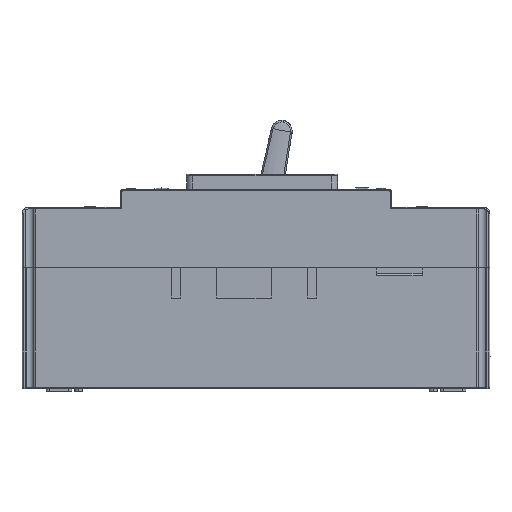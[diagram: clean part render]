
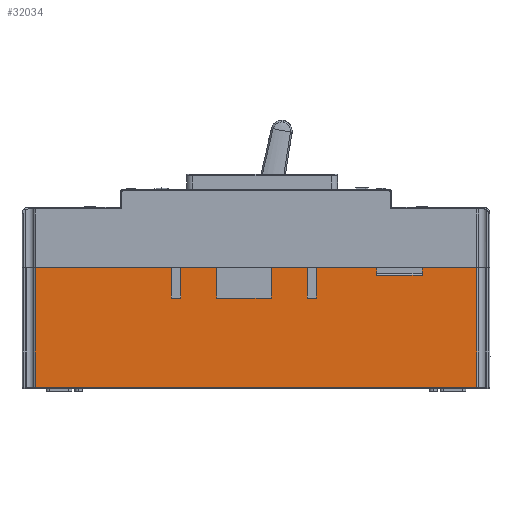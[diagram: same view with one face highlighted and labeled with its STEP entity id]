
A CAD part, left-side view. The second image highlights one B-rep face of the part: STEP entity #32034.
In plain terms, the highlighted planar face has unit normal (-1, 0, 0).
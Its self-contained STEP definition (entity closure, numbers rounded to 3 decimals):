
#3486=DIRECTION('',(0.,-1.,0.));
#3487=VECTOR('',#3486,146.127);
#3488=CARTESIAN_POINT('',(444.,141.564,-40.5));
#3489=LINE('',#3488,#3487);
#9907=DIRECTION('',(0.,1.,0.));
#9908=VECTOR('',#9907,3.);
#9909=CARTESIAN_POINT('',(444.,93.5,-11.));
#9910=LINE('',#9909,#9908);
#9915=DIRECTION('',(0.,0.,-1.));
#9916=VECTOR('',#9915,10.);
#9917=CARTESIAN_POINT('',(444.,93.5,-1.));
#9918=LINE('',#9917,#9916);
#9939=DIRECTION('',(0.,1.,0.));
#9940=VECTOR('',#9939,18.);
#9941=CARTESIAN_POINT('',(444.,63.5,-11.));
#9942=LINE('',#9941,#9940);
#9951=DIRECTION('',(0.,0.,-1.));
#9952=VECTOR('',#9951,10.);
#9953=CARTESIAN_POINT('',(444.,63.5,-1.));
#9954=LINE('',#9953,#9952);
#9967=DIRECTION('',(0.,1.,0.));
#9968=VECTOR('',#9967,3.);
#9969=CARTESIAN_POINT('',(444.,48.5,-11.));
#9970=LINE('',#9969,#9968);
#9975=DIRECTION('',(0.,0.,-1.));
#9976=VECTOR('',#9975,10.);
#9977=CARTESIAN_POINT('',(444.,48.5,-1.));
#9978=LINE('',#9977,#9976);
#10007=DIRECTION('',(0.,0.,-1.));
#10008=VECTOR('',#10007,2.5);
#10009=CARTESIAN_POINT('',(444.,13.5,-1.));
#10010=LINE('',#10009,#10008);
#10015=DIRECTION('',(0.,-1.,0.));
#10016=VECTOR('',#10015,45.064);
#10017=CARTESIAN_POINT('',(444.,141.564,-1.));
#10018=LINE('',#10017,#10016);
#10019=DIRECTION('',(0.,0.,-1.));
#10020=VECTOR('',#10019,10.);
#10021=CARTESIAN_POINT('',(444.,96.5,-1.));
#10022=LINE('',#10021,#10020);
#10023=DIRECTION('',(0.,-1.,0.));
#10024=VECTOR('',#10023,12.);
#10025=CARTESIAN_POINT('',(444.,93.5,-1.));
#10026=LINE('',#10025,#10024);
#10027=DIRECTION('',(0.,0.,-1.));
#10028=VECTOR('',#10027,10.);
#10029=CARTESIAN_POINT('',(444.,81.5,-1.));
#10030=LINE('',#10029,#10028);
#10031=DIRECTION('',(0.,-1.,0.));
#10032=VECTOR('',#10031,12.);
#10033=CARTESIAN_POINT('',(444.,63.5,-1.));
#10034=LINE('',#10033,#10032);
#10035=DIRECTION('',(0.,0.,-1.));
#10036=VECTOR('',#10035,10.);
#10037=CARTESIAN_POINT('',(444.,51.5,-1.));
#10038=LINE('',#10037,#10036);
#10039=DIRECTION('',(0.,-1.,0.));
#10040=VECTOR('',#10039,20.);
#10041=CARTESIAN_POINT('',(444.,48.5,-1.));
#10042=LINE('',#10041,#10040);
#10043=DIRECTION('',(0.,0.,-1.));
#10044=VECTOR('',#10043,2.5);
#10045=CARTESIAN_POINT('',(444.,28.5,-1.));
#10046=LINE('',#10045,#10044);
#10047=DIRECTION('',(0.,-1.,0.));
#10048=VECTOR('',#10047,15.);
#10049=CARTESIAN_POINT('',(444.,28.5,-3.5));
#10050=LINE('',#10049,#10048);
#10051=DIRECTION('',(0.,-1.,0.));
#10052=VECTOR('',#10051,18.064);
#10053=CARTESIAN_POINT('',(444.,13.5,-1.));
#10054=LINE('',#10053,#10052);
#10055=DIRECTION('',(0.,0.,-1.));
#10056=VECTOR('',#10055,39.5);
#10057=CARTESIAN_POINT('',(444.,141.564,-1.));
#10058=LINE('',#10057,#10056);
#10083=DIRECTION('',(0.,0.,1.));
#10084=VECTOR('',#10083,39.5);
#10085=CARTESIAN_POINT('',(444.,-4.564,-40.5));
#10086=LINE('',#10085,#10084);
#18839=CARTESIAN_POINT('',(444.,-4.564,-40.5));
#18840=VERTEX_POINT('',#18839);
#18841=CARTESIAN_POINT('',(444.,141.564,-40.5));
#18842=VERTEX_POINT('',#18841);
#18865=CARTESIAN_POINT('',(444.,141.564,-1.));
#18866=VERTEX_POINT('',#18865);
#18867=CARTESIAN_POINT('',(444.,96.5,-1.));
#18868=VERTEX_POINT('',#18867);
#18869=CARTESIAN_POINT('',(444.,96.5,-11.));
#18870=VERTEX_POINT('',#18869);
#18871=CARTESIAN_POINT('',(444.,93.5,-11.));
#18872=VERTEX_POINT('',#18871);
#18873=CARTESIAN_POINT('',(444.,93.5,-1.));
#18874=VERTEX_POINT('',#18873);
#18875=CARTESIAN_POINT('',(444.,81.5,-1.));
#18876=VERTEX_POINT('',#18875);
#18877=CARTESIAN_POINT('',(444.,81.5,-11.));
#18878=VERTEX_POINT('',#18877);
#18879=CARTESIAN_POINT('',(444.,63.5,-11.));
#18880=VERTEX_POINT('',#18879);
#18881=CARTESIAN_POINT('',(444.,63.5,-1.));
#18882=VERTEX_POINT('',#18881);
#18883=CARTESIAN_POINT('',(444.,51.5,-1.));
#18884=VERTEX_POINT('',#18883);
#18885=CARTESIAN_POINT('',(444.,51.5,-11.));
#18886=VERTEX_POINT('',#18885);
#18887=CARTESIAN_POINT('',(444.,48.5,-11.));
#18888=VERTEX_POINT('',#18887);
#18889=CARTESIAN_POINT('',(444.,48.5,-1.));
#18890=VERTEX_POINT('',#18889);
#18891=CARTESIAN_POINT('',(444.,28.5,-1.));
#18892=VERTEX_POINT('',#18891);
#18893=CARTESIAN_POINT('',(444.,28.5,-3.5));
#18894=VERTEX_POINT('',#18893);
#18895=CARTESIAN_POINT('',(444.,13.5,-3.5));
#18896=VERTEX_POINT('',#18895);
#18897=CARTESIAN_POINT('',(444.,13.5,-1.));
#18898=VERTEX_POINT('',#18897);
#18899=CARTESIAN_POINT('',(444.,-4.564,-1.));
#18900=VERTEX_POINT('',#18899);
#32005=CARTESIAN_POINT('',(444.,139.5,-41.));
#32006=DIRECTION('',(-1.,0.,0.));
#32007=DIRECTION('',(0.,1.,0.));
#32008=AXIS2_PLACEMENT_3D('',#32005,#32006,#32007);
#32009=PLANE('',#32008);
#32010=ORIENTED_EDGE('',*,*,#22981,.F.);
#32012=ORIENTED_EDGE('',*,*,#32011,.F.);
#32013=ORIENTED_EDGE('',*,*,#31763,.T.);
#32014=ORIENTED_EDGE('',*,*,#31804,.T.);
#32015=ORIENTED_EDGE('',*,*,#31818,.F.);
#32016=ORIENTED_EDGE('',*,*,#31832,.F.);
#32017=ORIENTED_EDGE('',*,*,#31846,.T.);
#32018=ORIENTED_EDGE('',*,*,#31860,.T.);
#32019=ORIENTED_EDGE('',*,*,#31874,.F.);
#32020=ORIENTED_EDGE('',*,*,#31888,.F.);
#32021=ORIENTED_EDGE('',*,*,#31902,.T.);
#32022=ORIENTED_EDGE('',*,*,#31916,.T.);
#32023=ORIENTED_EDGE('',*,*,#31930,.F.);
#32024=ORIENTED_EDGE('',*,*,#31944,.F.);
#32025=ORIENTED_EDGE('',*,*,#31958,.T.);
#32026=ORIENTED_EDGE('',*,*,#31972,.T.);
#32027=ORIENTED_EDGE('',*,*,#31986,.T.);
#32028=ORIENTED_EDGE('',*,*,#31999,.F.);
#32029=ORIENTED_EDGE('',*,*,#21835,.T.);
#32031=ORIENTED_EDGE('',*,*,#32030,.F.);
#32032=EDGE_LOOP('',(#32010,#32012,#32013,#32014,#32015,#32016,#32017,#32018,
#32019,#32020,#32021,#32022,#32023,#32024,#32025,#32026,#32027,#32028,#32029,
#32031));
#32033=FACE_OUTER_BOUND('',#32032,.F.);
#32034=ADVANCED_FACE('',(#32033),#32009,.T.);
#21835=EDGE_CURVE('',#18898,#18900,#10054,.T.);
#22981=EDGE_CURVE('',#18842,#18840,#3489,.T.);
#31763=EDGE_CURVE('',#18866,#18868,#10018,.T.);
#31804=EDGE_CURVE('',#18868,#18870,#10022,.T.);
#31818=EDGE_CURVE('',#18872,#18870,#9910,.T.);
#31832=EDGE_CURVE('',#18874,#18872,#9918,.T.);
#31846=EDGE_CURVE('',#18874,#18876,#10026,.T.);
#31860=EDGE_CURVE('',#18876,#18878,#10030,.T.);
#31874=EDGE_CURVE('',#18880,#18878,#9942,.T.);
#31888=EDGE_CURVE('',#18882,#18880,#9954,.T.);
#31902=EDGE_CURVE('',#18882,#18884,#10034,.T.);
#31916=EDGE_CURVE('',#18884,#18886,#10038,.T.);
#31930=EDGE_CURVE('',#18888,#18886,#9970,.T.);
#31944=EDGE_CURVE('',#18890,#18888,#9978,.T.);
#31958=EDGE_CURVE('',#18890,#18892,#10042,.T.);
#31972=EDGE_CURVE('',#18892,#18894,#10046,.T.);
#31986=EDGE_CURVE('',#18894,#18896,#10050,.T.);
#31999=EDGE_CURVE('',#18898,#18896,#10010,.T.);
#32011=EDGE_CURVE('',#18866,#18842,#10058,.T.);
#32030=EDGE_CURVE('',#18840,#18900,#10086,.T.);
